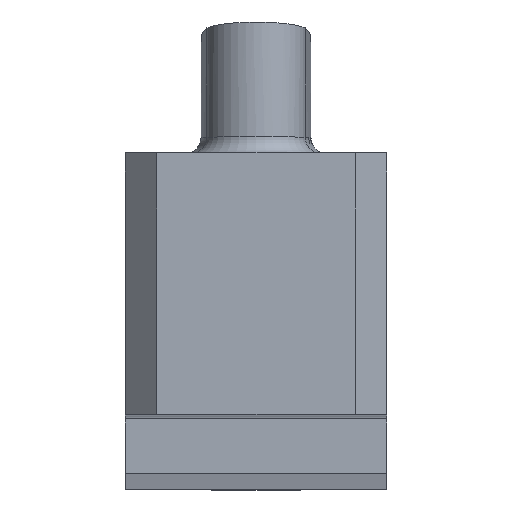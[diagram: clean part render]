
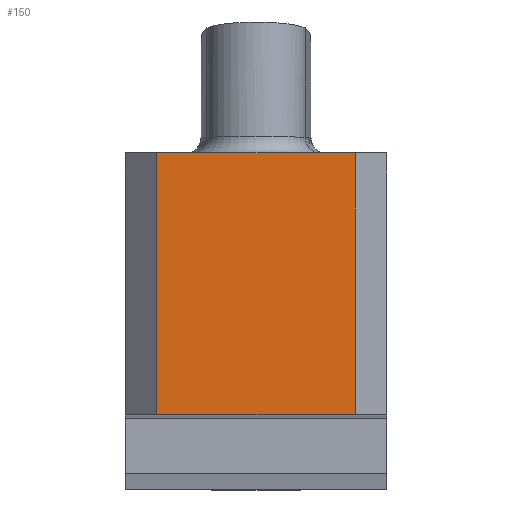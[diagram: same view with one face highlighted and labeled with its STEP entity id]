
A CAD part, top view. The second image highlights one B-rep face of the part: STEP entity #150.
In plain terms, the highlighted planar face has unit normal (0, 0, 1).
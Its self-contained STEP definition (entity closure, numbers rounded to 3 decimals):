
#150=ADVANCED_FACE('CU_BACK_SU1',(#220),#189,.F.);
#189=PLANE('',#1025);
#220=FACE_OUTER_BOUND('',#261,.T.);
#261=EDGE_LOOP('',(#458,#459,#460,#461));
#458=ORIENTED_EDGE('',*,*,#759,.F.);
#459=ORIENTED_EDGE('',*,*,#760,.T.);
#460=ORIENTED_EDGE('',*,*,#761,.T.);
#461=ORIENTED_EDGE('',*,*,#762,.F.);
#660=VERTEX_POINT('',#1624);
#661=VERTEX_POINT('',#1625);
#662=VERTEX_POINT('',#1627);
#663=VERTEX_POINT('',#1629);
#759=EDGE_CURVE('',#660,#661,#845,.T.);
#760=EDGE_CURVE('',#660,#662,#846,.T.);
#761=EDGE_CURVE('',#662,#663,#847,.T.);
#762=EDGE_CURVE('',#661,#663,#848,.T.);
#845=LINE('',#1623,#912);
#846=LINE('',#1626,#913);
#847=LINE('',#1628,#914);
#848=LINE('',#1630,#915);
#912=VECTOR('',#1210,1.);
#913=VECTOR('',#1211,1.);
#914=VECTOR('',#1212,1.);
#915=VECTOR('',#1213,1.);
#1025=AXIS2_PLACEMENT_3D('',#1631,#1214,#1215);
#1210=DIRECTION('',(0.,1.,0.));
#1211=DIRECTION('',(1.,0.,0.));
#1212=DIRECTION('',(0.,1.,0.));
#1213=DIRECTION('',(1.,0.,0.));
#1214=DIRECTION('',(0.,0.,-1.));
#1215=DIRECTION('',(-1.,0.,0.));
#1623=CARTESIAN_POINT('',(-21.925,0.,0.));
#1624=CARTESIAN_POINT('',(-21.925,0.,0.));
#1625=CARTESIAN_POINT('',(-21.925,24.925,0.));
#1626=CARTESIAN_POINT('',(-110.,0.,0.));
#1627=CARTESIAN_POINT('',(-3.,0.,0.));
#1628=CARTESIAN_POINT('',(-3.,0.,0.));
#1629=CARTESIAN_POINT('',(-3.,24.925,0.));
#1630=CARTESIAN_POINT('',(-110.,24.925,0.));
#1631=CARTESIAN_POINT('',(23.246,44.925,0.));
